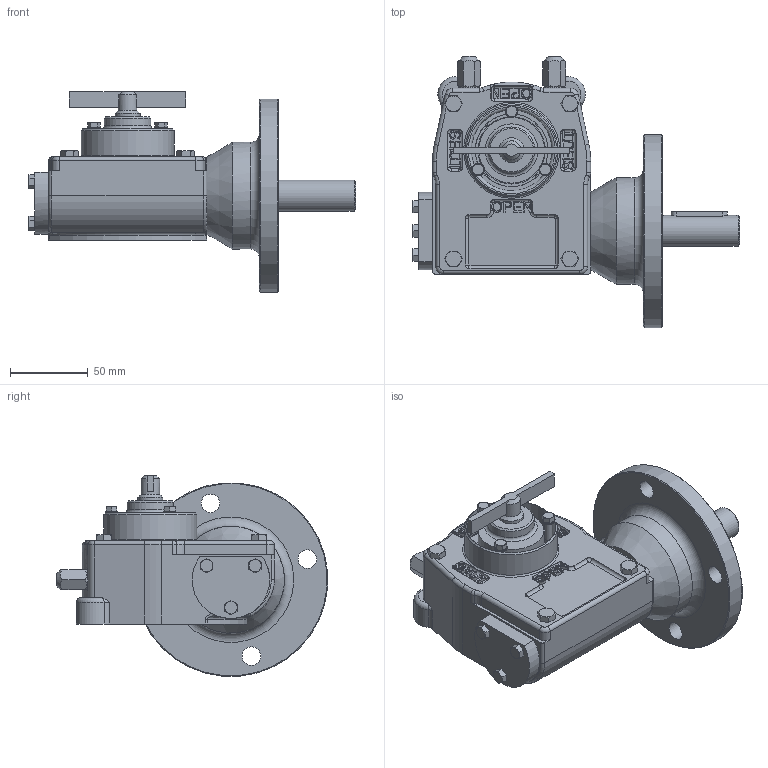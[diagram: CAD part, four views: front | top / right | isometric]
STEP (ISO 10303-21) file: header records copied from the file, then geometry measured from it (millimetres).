
FILE_DESCRIPTION( ( 'Unknown' ), '1' );
FILE_NAME( 'E210CS LH.stp', 'Unknown', ( 'Unknown' ), ( 'Unknown' ), 'PSStep 15.0.49', 'Unknown', ' ' );
FILE_SCHEMA( ( 'AUTOMOTIVE_DESIGN { 1 0 10303 214 1 1 1 1 }' ) );
Length unit declared in the file: millimetre
Products named in the file (1): 600PAP1517150
Bounding box: 211 x 174.76 x 129.26 mm (x, y, z)
Volume: 707805.3 mm3; surface area: 176743.6 mm2
Topology: 1 solids, 21 shells, 1373 faces, 3542 edges, 2250 vertices
Faces by surface type: plane 596, cylinder 345, cone 231, torus 94, bspline 67, extrusion 26, sphere 14
Full cylindrical faces by diameter (mm): 3.242 x4, 4 x3, 4.134 x3, 4.5 x3, 4.917 x16, 5 x8, 6 x7, 6.647 x8, 7 x4, 8 x6, 8.376 x8, 9 x3, 10.4 x1, 12 x5, 13.27 x3, 14 x2, 15 x2, 16 x1, 16.2 x3, 17 x1, 18 x2, 19 x1, 20 x3, 21 x1, 30 x1, 39.6 x2, 41.35 x2, 42 x1, 42.35 x2, 42.5 x2
Entity records: 59772 total; most frequent: CARTESIAN_POINT 17812, ORIENTED_EDGE 6492, DIRECTION 6136, EDGE_CURVE 3246, AXIS2_PLACEMENT_3D 2519, VERTEX_POINT 2162, EDGE_LOOP 1634, FACE_OUTER_BOUND 1496
